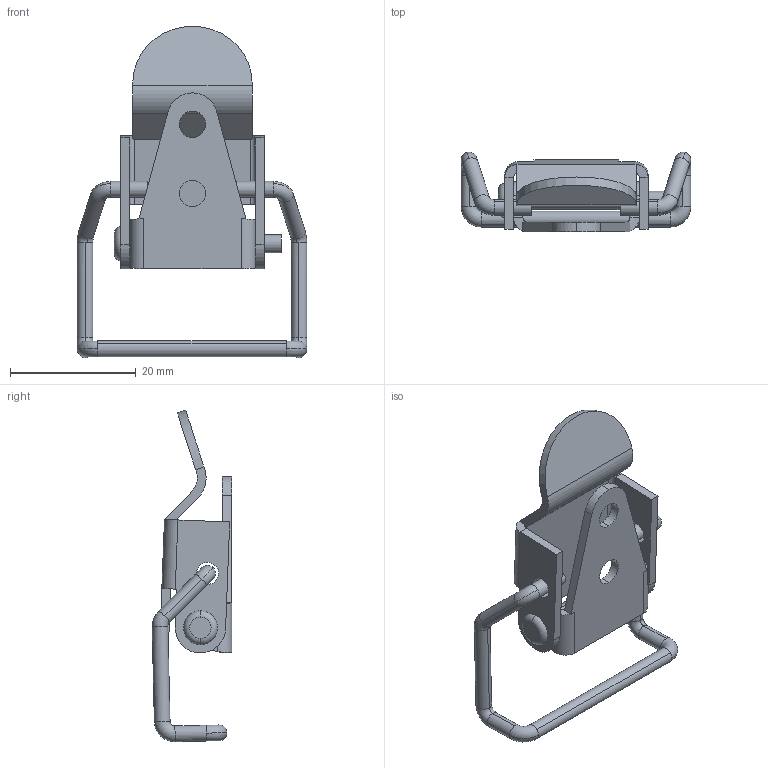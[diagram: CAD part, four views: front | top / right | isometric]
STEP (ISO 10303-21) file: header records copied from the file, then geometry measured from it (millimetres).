
FILE_DESCRIPTION (( 'STEP AP214' ), '1' );
FILE_NAME ('D205620 - 10590 G2 ZP.STEP', '2017-02-17T12:29:12', ( '' ), ( '' ), 'SwSTEP 2.0', 'SolidWorks 2015', '' );
FILE_SCHEMA (( 'AUTOMOTIVE_DESIGN' ));
Length unit declared in the file: millimetre
Products named in the file (5): nit; bygel; överdel; platta; D205620 - 10590 G2 ZP
Assembly tree (4 placements, depth 2):
  D205620 - 10590 G2 ZP
    platta
    överdel
    bygel
    nit
Bounding box: 36.5 x 12.68 x 52.71 mm (x, y, z)
Volume: 2778.5 mm3; surface area: 4576.6 mm2
Topology: 4 solids, 4 shells, 129 faces, 318 edges, 198 vertices
Faces by surface type: cylinder 56, plane 51, torus 18, bspline 4
Entity records: 4236 total; most frequent: CARTESIAN_POINT 876, DIRECTION 716, ORIENTED_EDGE 636, EDGE_CURVE 318, AXIS2_PLACEMENT_3D 278, VERTEX_POINT 198, VECTOR 160, LINE 160
